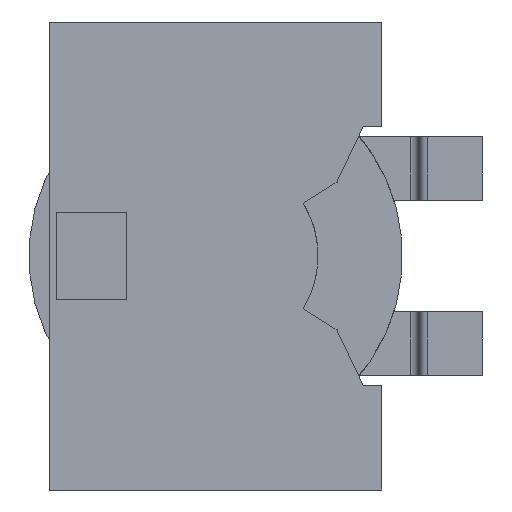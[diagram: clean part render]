
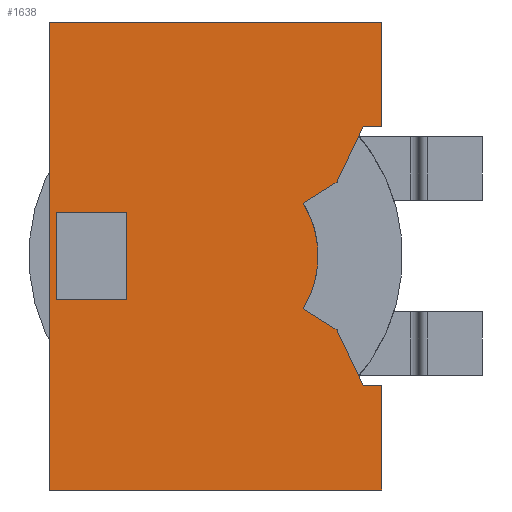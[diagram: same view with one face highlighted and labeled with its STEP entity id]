
A CAD part, front view. The second image highlights one B-rep face of the part: STEP entity #1638.
In plain terms, the highlighted planar face has unit normal (0, -1, 0).
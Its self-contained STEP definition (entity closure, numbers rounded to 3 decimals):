
#25 = LINE ( 'NONE', #19160, #1406 ) ;
#214 = VECTOR ( 'NONE', #1291, 1000. ) ;
#479 = VECTOR ( 'NONE', #19556, 1000. ) ;
#612 = LINE ( 'NONE', #14742, #13997 ) ;
#981 = VERTEX_POINT ( 'NONE', #19591 ) ;
#1003 = EDGE_CURVE ( 'NONE', #19542, #981, #17402, .T. ) ;
#1038 = AXIS2_PLACEMENT_3D ( 'NONE', #14896, #16660, #2618 ) ;
#1130 = VECTOR ( 'NONE', #17445, 1000. ) ;
#1219 = VERTEX_POINT ( 'NONE', #16010 ) ;
#1291 = DIRECTION ( 'NONE',  ( -1., 0., 0. ) ) ;
#1362 = CARTESIAN_POINT ( 'NONE',  ( -9.901, -1., -13.951 ) ) ;
#1406 = VECTOR ( 'NONE', #21245, 1000. ) ;
#1567 = LINE ( 'NONE', #3434, #2167 ) ;
#1577 = ORIENTED_EDGE ( 'NONE', *, *, #2064, .T. ) ;
#1638 = ADVANCED_FACE ( 'NONE', ( #16076, #17608 ), #10642, .T. ) ;
#2064 = EDGE_CURVE ( 'NONE', #22209, #4576, #612, .T. ) ;
#2167 = VECTOR ( 'NONE', #15474, 1000. ) ;
#2506 = ORIENTED_EDGE ( 'NONE', *, *, #9314, .T. ) ;
#2561 = EDGE_CURVE ( 'NONE', #15657, #17337, #6228, .T. ) ;
#2572 = CARTESIAN_POINT ( 'NONE',  ( 5.223, -1., 3.153 ) ) ;
#2618 = DIRECTION ( 'NONE',  ( 0., 0., -1. ) ) ;
#2731 = CARTESIAN_POINT ( 'NONE',  ( -5.3, -1., -2.605 ) ) ;
#2911 = CARTESIAN_POINT ( 'NONE',  ( 5.223, -1., -3.153 ) ) ;
#3080 = ORIENTED_EDGE ( 'NONE', *, *, #19356, .T. ) ;
#3165 = DIRECTION ( 'NONE',  ( 0.425, 0., 0.905 ) ) ;
#3434 = CARTESIAN_POINT ( 'NONE',  ( -9.901, -1., 13.951 ) ) ;
#4317 = LINE ( 'NONE', #2572, #21668 ) ;
#4344 = VECTOR ( 'NONE', #19361, 1000. ) ;
#4352 = CARTESIAN_POINT ( 'NONE',  ( 9.901, -1., 7.749 ) ) ;
#4385 = LINE ( 'NONE', #17214, #6280 ) ;
#4576 = VERTEX_POINT ( 'NONE', #4352 ) ;
#4585 = VERTEX_POINT ( 'NONE', #18263 ) ;
#4620 = LINE ( 'NONE', #1362, #8818 ) ;
#4918 = LINE ( 'NONE', #15450, #1130 ) ;
#4993 = ORIENTED_EDGE ( 'NONE', *, *, #15594, .F. ) ;
#5040 = ORIENTED_EDGE ( 'NONE', *, *, #1003, .T. ) ;
#5046 = EDGE_CURVE ( 'NONE', #19662, #21435, #4918, .T. ) ;
#5164 = CARTESIAN_POINT ( 'NONE',  ( 7.232, -1., -4.411 ) ) ;
#5673 = CARTESIAN_POINT ( 'NONE',  ( -9.5, -1., -2.605 ) ) ;
#5955 = DIRECTION ( 'NONE',  ( 1., 0., 0. ) ) ;
#6065 = CARTESIAN_POINT ( 'NONE',  ( -9.901, -1., -13.951 ) ) ;
#6228 = CIRCLE ( 'NONE', #1038, 6.101 ) ;
#6280 = VECTOR ( 'NONE', #9476, 1000. ) ;
#6500 = LINE ( 'NONE', #18803, #214 ) ;
#6530 = CARTESIAN_POINT ( 'NONE',  ( -9.5, -1., 2.605 ) ) ;
#6796 = LINE ( 'NONE', #19326, #479 ) ;
#7156 = CARTESIAN_POINT ( 'NONE',  ( 0., -1., 0. ) ) ;
#7516 = VERTEX_POINT ( 'NONE', #17009 ) ;
#7569 = VECTOR ( 'NONE', #20679, 1000. ) ;
#7705 = ORIENTED_EDGE ( 'NONE', *, *, #22813, .F. ) ;
#8283 = ORIENTED_EDGE ( 'NONE', *, *, #20608, .T. ) ;
#8467 = VECTOR ( 'NONE', #11081, 1000. ) ;
#8818 = VECTOR ( 'NONE', #15145, 1000. ) ;
#9024 = VERTEX_POINT ( 'NONE', #19102 ) ;
#9314 = EDGE_CURVE ( 'NONE', #21617, #15657, #17464, .T. ) ;
#9476 = DIRECTION ( 'NONE',  ( 1., 0., 0. ) ) ;
#9646 = DIRECTION ( 'NONE',  ( 0.847, 0., 0.531 ) ) ;
#9876 = VERTEX_POINT ( 'NONE', #14210 ) ;
#10081 = ORIENTED_EDGE ( 'NONE', *, *, #5046, .F. ) ;
#10642 = PLANE ( 'NONE',  #18799 ) ;
#10890 = ORIENTED_EDGE ( 'NONE', *, *, #20790, .T. ) ;
#11081 = DIRECTION ( 'NONE',  ( 0., 0., 1. ) ) ;
#11328 = ORIENTED_EDGE ( 'NONE', *, *, #2561, .T. ) ;
#11458 = EDGE_CURVE ( 'NONE', #4576, #9024, #6796, .T. ) ;
#11787 = VECTOR ( 'NONE', #3165, 1000. ) ;
#11805 = DIRECTION ( 'NONE',  ( 1., 0., 0. ) ) ;
#12197 = EDGE_CURVE ( 'NONE', #18462, #4585, #14002, .T. ) ;
#12228 = DIRECTION ( 'NONE',  ( -0.847, 0., 0.531 ) ) ;
#12822 = CARTESIAN_POINT ( 'NONE',  ( 9.901, -1., -7.749 ) ) ;
#13079 = VECTOR ( 'NONE', #11805, 1000. ) ;
#13769 = CARTESIAN_POINT ( 'NONE',  ( 9.901, -1., -13.951 ) ) ;
#13781 = CARTESIAN_POINT ( 'NONE',  ( 9.901, -1., -7.749 ) ) ;
#13948 = EDGE_LOOP ( 'NONE', ( #4993, #10081, #7705, #17055 ) ) ;
#13992 = DIRECTION ( 'NONE',  ( 0., 0., -1. ) ) ;
#13997 = VECTOR ( 'NONE', #5955, 1000. ) ;
#14002 = LINE ( 'NONE', #13769, #13079 ) ;
#14210 = CARTESIAN_POINT ( 'NONE',  ( -9.5, -1., 2.605 ) ) ;
#14294 = EDGE_CURVE ( 'NONE', #9876, #20740, #22423, .T. ) ;
#14742 = CARTESIAN_POINT ( 'NONE',  ( 8.801, -1., 7.749 ) ) ;
#14896 = CARTESIAN_POINT ( 'NONE',  ( 0., -1., 0. ) ) ;
#14948 = EDGE_CURVE ( 'NONE', #17337, #1219, #4317, .T. ) ;
#15145 = DIRECTION ( 'NONE',  ( 0., 0., -1. ) ) ;
#15376 = ORIENTED_EDGE ( 'NONE', *, *, #11458, .T. ) ;
#15445 = CARTESIAN_POINT ( 'NONE',  ( 7.232, -1., 4.411 ) ) ;
#15450 = CARTESIAN_POINT ( 'NONE',  ( -5.3, -1., 2.605 ) ) ;
#15474 = DIRECTION ( 'NONE',  ( -1., 0., 0. ) ) ;
#15594 = EDGE_CURVE ( 'NONE', #21435, #9876, #6500, .T. ) ;
#15657 = VERTEX_POINT ( 'NONE', #2911 ) ;
#16010 = CARTESIAN_POINT ( 'NONE',  ( 7.232, -1., 4.411 ) ) ;
#16076 = FACE_OUTER_BOUND ( 'NONE', #20455, .T. ) ;
#16475 = CARTESIAN_POINT ( 'NONE',  ( 9.901, -1., -7.749 ) ) ;
#16658 = CARTESIAN_POINT ( 'NONE',  ( -5.3, -1., 2.605 ) ) ;
#16660 = DIRECTION ( 'NONE',  ( 0., -1., 0. ) ) ;
#17009 = CARTESIAN_POINT ( 'NONE',  ( -9.901, -1., 13.951 ) ) ;
#17055 = ORIENTED_EDGE ( 'NONE', *, *, #14294, .F. ) ;
#17203 = LINE ( 'NONE', #15445, #11787 ) ;
#17214 = CARTESIAN_POINT ( 'NONE',  ( -9.5, -1., -2.605 ) ) ;
#17337 = VERTEX_POINT ( 'NONE', #22000 ) ;
#17402 = LINE ( 'NONE', #13781, #4344 ) ;
#17445 = DIRECTION ( 'NONE',  ( 0., 0., 1. ) ) ;
#17464 = LINE ( 'NONE', #5164, #21552 ) ;
#17608 = FACE_BOUND ( 'NONE', #13948, .T. ) ;
#17802 = CARTESIAN_POINT ( 'NONE',  ( 8.801, -1., 7.749 ) ) ;
#17936 = LINE ( 'NONE', #12822, #8467 ) ;
#18263 = CARTESIAN_POINT ( 'NONE',  ( 9.901, -1., -13.951 ) ) ;
#18462 = VERTEX_POINT ( 'NONE', #6065 ) ;
#18799 = AXIS2_PLACEMENT_3D ( 'NONE', #7156, #22824, #13992 ) ;
#18803 = CARTESIAN_POINT ( 'NONE',  ( -9.5, -1., 2.605 ) ) ;
#19102 = CARTESIAN_POINT ( 'NONE',  ( 9.901, -1., 13.951 ) ) ;
#19154 = ORIENTED_EDGE ( 'NONE', *, *, #21356, .T. ) ;
#19160 = CARTESIAN_POINT ( 'NONE',  ( 8.801, -1., -7.749 ) ) ;
#19325 = ORIENTED_EDGE ( 'NONE', *, *, #20376, .T. ) ;
#19326 = CARTESIAN_POINT ( 'NONE',  ( 9.901, -1., 13.951 ) ) ;
#19356 = EDGE_CURVE ( 'NONE', #981, #21617, #25, .T. ) ;
#19361 = DIRECTION ( 'NONE',  ( -1., 0., 0. ) ) ;
#19542 = VERTEX_POINT ( 'NONE', #16475 ) ;
#19556 = DIRECTION ( 'NONE',  ( 0., 0., 1. ) ) ;
#19591 = CARTESIAN_POINT ( 'NONE',  ( 8.801, -1., -7.749 ) ) ;
#19662 = VERTEX_POINT ( 'NONE', #2731 ) ;
#20376 = EDGE_CURVE ( 'NONE', #9024, #7516, #1567, .T. ) ;
#20404 = ORIENTED_EDGE ( 'NONE', *, *, #12197, .T. ) ;
#20455 = EDGE_LOOP ( 'NONE', ( #19325, #10890, #20404, #19154, #5040, #3080, #2506, #11328, #21358, #8283, #1577, #15376 ) ) ;
#20608 = EDGE_CURVE ( 'NONE', #1219, #22209, #17203, .T. ) ;
#20679 = DIRECTION ( 'NONE',  ( 0., 0., -1. ) ) ;
#20740 = VERTEX_POINT ( 'NONE', #5673 ) ;
#20790 = EDGE_CURVE ( 'NONE', #7516, #18462, #4620, .T. ) ;
#21245 = DIRECTION ( 'NONE',  ( -0.425, 0., 0.905 ) ) ;
#21356 = EDGE_CURVE ( 'NONE', #4585, #19542, #17936, .T. ) ;
#21358 = ORIENTED_EDGE ( 'NONE', *, *, #14948, .T. ) ;
#21435 = VERTEX_POINT ( 'NONE', #16658 ) ;
#21552 = VECTOR ( 'NONE', #12228, 1000. ) ;
#21617 = VERTEX_POINT ( 'NONE', #22680 ) ;
#21668 = VECTOR ( 'NONE', #9646, 1000. ) ;
#22000 = CARTESIAN_POINT ( 'NONE',  ( 5.223, -1., 3.153 ) ) ;
#22209 = VERTEX_POINT ( 'NONE', #17802 ) ;
#22423 = LINE ( 'NONE', #6530, #7569 ) ;
#22680 = CARTESIAN_POINT ( 'NONE',  ( 7.232, -1., -4.411 ) ) ;
#22813 = EDGE_CURVE ( 'NONE', #20740, #19662, #4385, .T. ) ;
#22824 = DIRECTION ( 'NONE',  ( 0., -1., 0. ) ) ;
